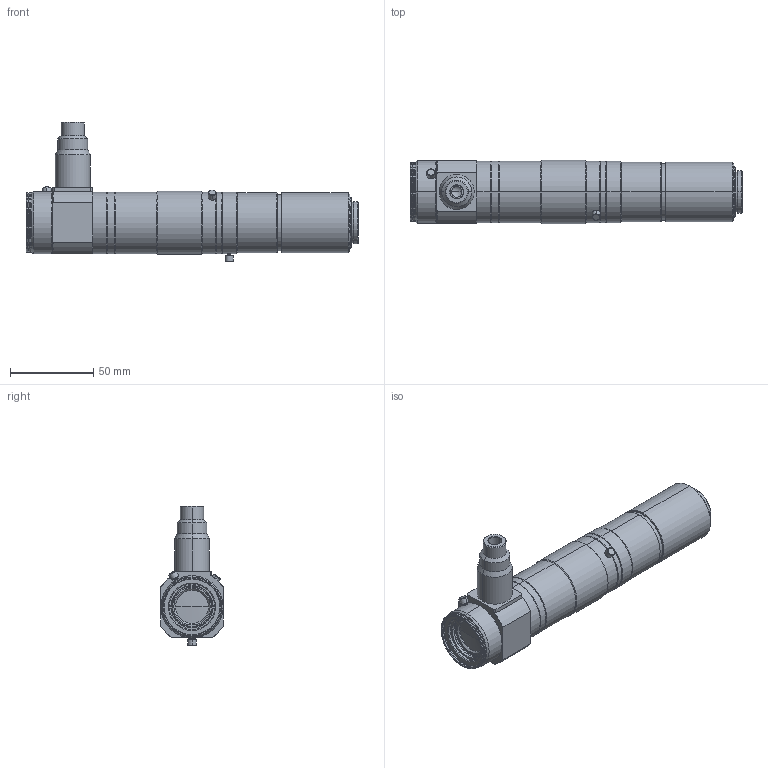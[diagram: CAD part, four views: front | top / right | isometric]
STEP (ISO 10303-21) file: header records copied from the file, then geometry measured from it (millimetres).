
FILE_DESCRIPTION (( 'STEP AP203' ), '1' );
FILE_NAME ('VSZ-0745CO.STEP', '2013-02-06T10:08:19', ( 'VS Technology' ), ( '' ), 'SwSTEP 2.0', 'SolidWorks 2012', '' );
FILE_SCHEMA (( 'CONFIG_CONTROL_DESIGN' ));
Length unit declared in the file: millimetre
Products named in the file (1): VSZ-0745CO
Bounding box: 199.85 x 38 x 84.1 mm (x, y, z)
Volume: 191744.1 mm3; surface area: 38801.6 mm2
Topology: 1 solids, 1 shells, 281 faces, 587 edges, 347 vertices
Faces by surface type: cone 128, cylinder 96, plane 51, sphere 6
Entity records: 7634 total; most frequent: DIRECTION 1449, CARTESIAN_POINT 1360, ORIENTED_EDGE 1174, AXIS2_PLACEMENT_3D 602, EDGE_CURVE 587, VERTEX_POINT 347, EDGE_LOOP 320, CIRCLE 320
